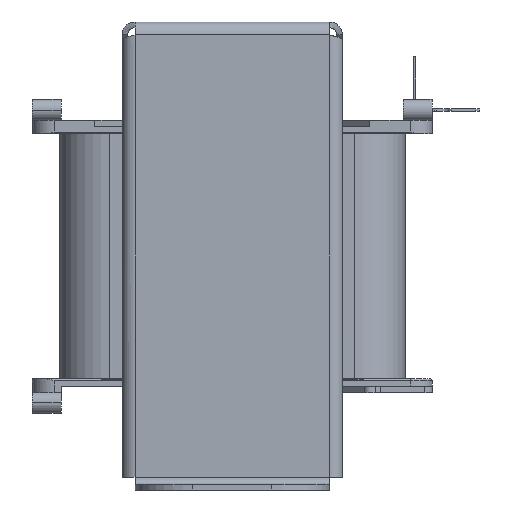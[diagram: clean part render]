
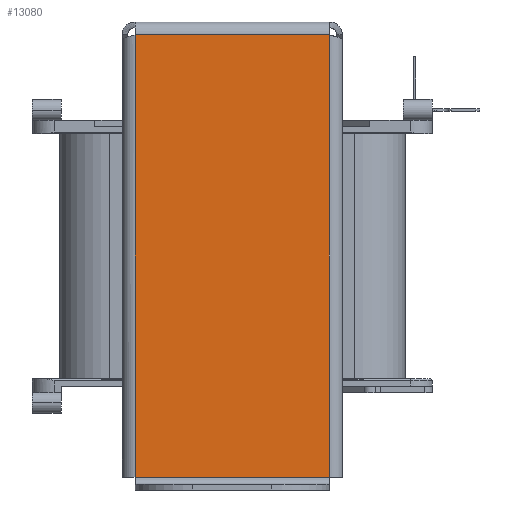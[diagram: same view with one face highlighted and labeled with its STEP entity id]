
A CAD part, left-side view. The second image highlights one B-rep face of the part: STEP entity #13080.
In plain terms, the highlighted planar face has unit normal (-1, 0, 0).
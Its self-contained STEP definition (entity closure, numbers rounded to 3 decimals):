
#2410 = VECTOR ( 'NONE', #14236, 1000. ) ;
#2881 = CARTESIAN_POINT ( 'NONE',  ( -39.5, -1., 13.5 ) ) ;
#3165 = ORIENTED_EDGE ( 'NONE', *, *, #16250, .F. ) ;
#3365 = DIRECTION ( 'NONE',  ( 1., 0., 0. ) ) ;
#4262 = ORIENTED_EDGE ( 'NONE', *, *, #9243, .T. ) ;
#4665 = PLANE ( 'NONE',  #9625 ) ;
#6342 = VERTEX_POINT ( 'NONE', #2881 ) ;
#7613 = VERTEX_POINT ( 'NONE', #13133 ) ;
#7949 = DIRECTION ( 'NONE',  ( 0., 1., 0. ) ) ;
#9137 = LINE ( 'NONE', #15223, #11290 ) ;
#9243 = EDGE_CURVE ( 'NONE', #15796, #6342, #14702, .T. ) ;
#9337 = DIRECTION ( 'NONE',  ( 0., 0., 1. ) ) ;
#9625 = AXIS2_PLACEMENT_3D ( 'NONE', #18397, #3365, #7949 ) ;
#9649 = LINE ( 'NONE', #11243, #2410 ) ;
#9913 = VECTOR ( 'NONE', #19187, 1000. ) ;
#11243 = CARTESIAN_POINT ( 'NONE',  ( -39.5, 0., -13.5 ) ) ;
#11290 = VECTOR ( 'NONE', #9337, 1000. ) ;
#11955 = VECTOR ( 'NONE', #16896, 1000. ) ;
#12625 = CARTESIAN_POINT ( 'NONE',  ( -39.5, -62.4, -13.5 ) ) ;
#13043 = VERTEX_POINT ( 'NONE', #12625 ) ;
#13080 = ADVANCED_FACE ( 'NONE', ( #14007 ), #4665, .F. ) ;
#13133 = CARTESIAN_POINT ( 'NONE',  ( -39.5, -1., -13.5 ) ) ;
#13323 = EDGE_LOOP ( 'NONE', ( #3165, #4262, #16479, #17490 ) ) ;
#13708 = LINE ( 'NONE', #15013, #11955 ) ;
#14007 = FACE_OUTER_BOUND ( 'NONE', #13323, .T. ) ;
#14236 = DIRECTION ( 'NONE',  ( 0., -1., 0. ) ) ;
#14702 = LINE ( 'NONE', #18996, #9913 ) ;
#14916 = EDGE_CURVE ( 'NONE', #7613, #6342, #9137, .T. ) ;
#15013 = CARTESIAN_POINT ( 'NONE',  ( -39.5, -62.4, 13.5 ) ) ;
#15223 = CARTESIAN_POINT ( 'NONE',  ( -39.5, -1., 13.5 ) ) ;
#15796 = VERTEX_POINT ( 'NONE', #16725 ) ;
#16031 = EDGE_CURVE ( 'NONE', #7613, #13043, #9649, .T. ) ;
#16250 = EDGE_CURVE ( 'NONE', #15796, #13043, #13708, .T. ) ;
#16479 = ORIENTED_EDGE ( 'NONE', *, *, #14916, .F. ) ;
#16725 = CARTESIAN_POINT ( 'NONE',  ( -39.5, -62.4, 13.5 ) ) ;
#16896 = DIRECTION ( 'NONE',  ( 0., 0., -1. ) ) ;
#17490 = ORIENTED_EDGE ( 'NONE', *, *, #16031, .T. ) ;
#18397 = CARTESIAN_POINT ( 'NONE',  ( -39.5, 0., 0. ) ) ;
#18996 = CARTESIAN_POINT ( 'NONE',  ( -39.5, 0., 13.5 ) ) ;
#19187 = DIRECTION ( 'NONE',  ( 0., 1., 0. ) ) ;
